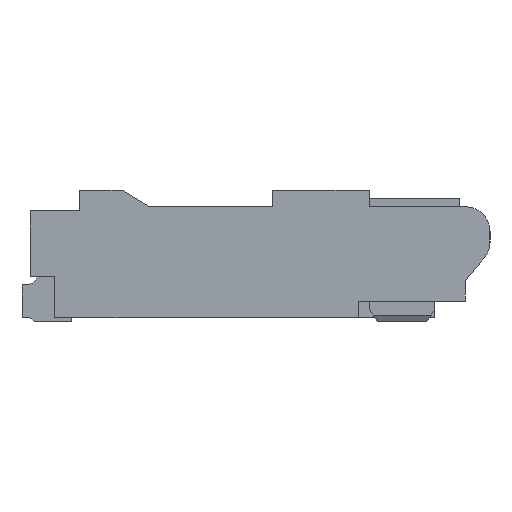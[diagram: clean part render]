
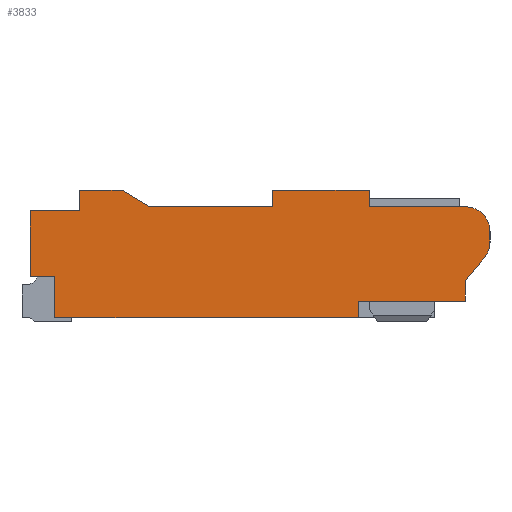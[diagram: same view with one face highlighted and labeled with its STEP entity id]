
A CAD part, left-side view. The second image highlights one B-rep face of the part: STEP entity #3833.
In plain terms, the highlighted planar face has unit normal (-1, 0, 0).
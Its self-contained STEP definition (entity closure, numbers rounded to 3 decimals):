
#15=CIRCLE('',#4028,0.3);
#17=CIRCLE('',#4034,0.3);
#132=FACE_OUTER_BOUND('',#329,.T.);
#329=EDGE_LOOP('',(#2695,#2696,#2697,#2698,#2699,#2700,#2701,#2702,#2703,
#2704,#2705,#2706,#2707,#2708,#2709,#2710,#2711,#2712,#2713,#2714));
#580=LINE('',#5413,#1089);
#587=LINE('',#5428,#1096);
#604=LINE('',#5464,#1113);
#621=LINE('',#5499,#1130);
#632=LINE('',#5524,#1141);
#635=LINE('',#5530,#1144);
#638=LINE('',#5541,#1147);
#641=LINE('',#5545,#1150);
#643=LINE('',#5550,#1152);
#647=LINE('',#5559,#1156);
#665=LINE('',#5592,#1174);
#675=LINE('',#5613,#1184);
#677=LINE('',#5616,#1186);
#688=LINE('',#5638,#1197);
#689=LINE('',#5640,#1198);
#690=LINE('',#5642,#1199);
#691=LINE('',#5643,#1200);
#692=LINE('',#5644,#1201);
#1089=VECTOR('',#4392,1.);
#1096=VECTOR('',#4401,1.);
#1113=VECTOR('',#4422,1.);
#1130=VECTOR('',#4441,1.);
#1141=VECTOR('',#4464,1.);
#1144=VECTOR('',#4469,1.);
#1147=VECTOR('',#4480,1.);
#1150=VECTOR('',#4485,1.);
#1152=VECTOR('',#4489,1.);
#1156=VECTOR('',#4495,1.);
#1174=VECTOR('',#4521,1.);
#1184=VECTOR('',#4535,1.);
#1186=VECTOR('',#4539,1.);
#1197=VECTOR('',#4558,1.);
#1198=VECTOR('',#4559,1.);
#1199=VECTOR('',#4560,1.);
#1200=VECTOR('',#4561,1.);
#1201=VECTOR('',#4562,1.);
#1568=VERTEX_POINT('',#5410);
#1569=VERTEX_POINT('',#5412);
#1575=VERTEX_POINT('',#5425);
#1576=VERTEX_POINT('',#5427);
#1591=VERTEX_POINT('',#5460);
#1593=VERTEX_POINT('',#5463);
#1609=VERTEX_POINT('',#5496);
#1610=VERTEX_POINT('',#5498);
#1616=VERTEX_POINT('',#5513);
#1618=VERTEX_POINT('',#5522);
#1620=VERTEX_POINT('',#5528);
#1622=VERTEX_POINT('',#5534);
#1624=VERTEX_POINT('',#5540);
#1626=VERTEX_POINT('',#5549);
#1629=VERTEX_POINT('',#5556);
#1630=VERTEX_POINT('',#5558);
#1648=VERTEX_POINT('',#5607);
#1650=VERTEX_POINT('',#5611);
#1658=VERTEX_POINT('',#5639);
#1659=VERTEX_POINT('',#5641);
#1958=EDGE_CURVE('',#1569,#1568,#580,.T.);
#1965=EDGE_CURVE('',#1576,#1575,#587,.T.);
#1982=EDGE_CURVE('',#1591,#1593,#604,.T.);
#1999=EDGE_CURVE('',#1609,#1610,#621,.T.);
#2006=EDGE_CURVE('',#1616,#1569,#15,.T.);
#2012=EDGE_CURVE('',#1575,#1618,#632,.T.);
#2015=EDGE_CURVE('',#1618,#1620,#635,.T.);
#2018=EDGE_CURVE('',#1620,#1622,#17,.T.);
#2020=EDGE_CURVE('',#1624,#1593,#638,.T.);
#2023=EDGE_CURVE('',#1609,#1624,#641,.T.);
#2025=EDGE_CURVE('',#1626,#1610,#643,.T.);
#2029=EDGE_CURVE('',#1629,#1630,#647,.T.);
#2047=EDGE_CURVE('',#1568,#1630,#665,.T.);
#2057=EDGE_CURVE('',#1650,#1648,#675,.T.);
#2059=EDGE_CURVE('',#1616,#1622,#677,.T.);
#2072=EDGE_CURVE('',#1576,#1591,#688,.T.);
#2073=EDGE_CURVE('',#1629,#1658,#689,.T.);
#2074=EDGE_CURVE('',#1658,#1659,#690,.T.);
#2075=EDGE_CURVE('',#1659,#1648,#691,.T.);
#2076=EDGE_CURVE('',#1650,#1626,#692,.T.);
#2695=ORIENTED_EDGE('',*,*,#2072,.F.);
#2696=ORIENTED_EDGE('',*,*,#1965,.T.);
#2697=ORIENTED_EDGE('',*,*,#2012,.T.);
#2698=ORIENTED_EDGE('',*,*,#2015,.T.);
#2699=ORIENTED_EDGE('',*,*,#2018,.T.);
#2700=ORIENTED_EDGE('',*,*,#2059,.F.);
#2701=ORIENTED_EDGE('',*,*,#2006,.T.);
#2702=ORIENTED_EDGE('',*,*,#1958,.T.);
#2703=ORIENTED_EDGE('',*,*,#2047,.T.);
#2704=ORIENTED_EDGE('',*,*,#2029,.F.);
#2705=ORIENTED_EDGE('',*,*,#2073,.T.);
#2706=ORIENTED_EDGE('',*,*,#2074,.T.);
#2707=ORIENTED_EDGE('',*,*,#2075,.T.);
#2708=ORIENTED_EDGE('',*,*,#2057,.F.);
#2709=ORIENTED_EDGE('',*,*,#2076,.T.);
#2710=ORIENTED_EDGE('',*,*,#2025,.T.);
#2711=ORIENTED_EDGE('',*,*,#1999,.F.);
#2712=ORIENTED_EDGE('',*,*,#2023,.T.);
#2713=ORIENTED_EDGE('',*,*,#2020,.T.);
#2714=ORIENTED_EDGE('',*,*,#1982,.F.);
#3548=PLANE('',#4049);
#3833=ADVANCED_FACE('',(#132),#3548,.F.);
#4028=AXIS2_PLACEMENT_3D('',#5514,#4453,#4454);
#4034=AXIS2_PLACEMENT_3D('',#5536,#4475,#4476);
#4049=AXIS2_PLACEMENT_3D('',#5637,#4556,#4557);
#4392=DIRECTION('',(0.,1.,0.));
#4401=DIRECTION('',(0.,-1.,0.));
#4422=DIRECTION('',(0.,1.,0.));
#4441=DIRECTION('',(0.,0.,1.));
#4453=DIRECTION('center_axis',(-1.,0.,0.));
#4454=DIRECTION('ref_axis',(0.,1.,0.));
#4464=DIRECTION('',(0.,0.,1.));
#4469=DIRECTION('',(0.,-0.64,0.768));
#4475=DIRECTION('center_axis',(-1.,0.,0.));
#4476=DIRECTION('ref_axis',(0.,1.,0.));
#4480=DIRECTION('',(0.,0.,-1.));
#4485=DIRECTION('',(0.,-1.,0.));
#4489=DIRECTION('',(0.,1.,0.));
#4495=DIRECTION('',(0.,-1.,0.));
#4521=DIRECTION('',(0.,0.,1.));
#4535=DIRECTION('',(0.,-1.,0.));
#4539=DIRECTION('',(0.,0.,-1.));
#4556=DIRECTION('center_axis',(1.,0.,0.));
#4557=DIRECTION('ref_axis',(0.,0.,-1.));
#4558=DIRECTION('',(0.,0.,-1.));
#4559=DIRECTION('',(0.,0.,-1.));
#4560=DIRECTION('',(0.,1.,0.));
#4561=DIRECTION('',(0.,0.855,0.518));
#4562=DIRECTION('',(0.,0.,-1.));
#5410=CARTESIAN_POINT('',(-5.45,-1.85,1.4));
#5412=CARTESIAN_POINT('',(-5.45,-3.02,1.4));
#5413=CARTESIAN_POINT('',(-5.45,-3.02,1.4));
#5425=CARTESIAN_POINT('',(-5.45,-3.02,0.25));
#5427=CARTESIAN_POINT('',(-5.45,-1.72,0.25));
#5428=CARTESIAN_POINT('',(-5.45,-2.65,0.25));
#5460=CARTESIAN_POINT('',(-5.45,-1.72,0.05));
#5463=CARTESIAN_POINT('',(-5.45,1.98,0.05));
#5464=CARTESIAN_POINT('',(-5.45,-3.32,0.05));
#5496=CARTESIAN_POINT('',(-5.45,2.28,0.55));
#5498=CARTESIAN_POINT('',(-5.45,2.28,1.35));
#5499=CARTESIAN_POINT('',(-5.45,2.28,0.05));
#5513=CARTESIAN_POINT('',(-5.45,-3.32,1.1));
#5514=CARTESIAN_POINT('Origin',(-5.45,-3.02,1.1));
#5522=CARTESIAN_POINT('',(-5.45,-3.02,0.5));
#5524=CARTESIAN_POINT('',(-5.45,-3.02,0.25));
#5528=CARTESIAN_POINT('',(-5.45,-3.25,0.777));
#5530=CARTESIAN_POINT('',(-5.45,-3.02,0.5));
#5534=CARTESIAN_POINT('',(-5.45,-3.32,0.969));
#5536=CARTESIAN_POINT('Origin',(-5.45,-3.02,0.969));
#5540=CARTESIAN_POINT('',(-5.45,1.98,0.55));
#5541=CARTESIAN_POINT('',(-5.45,1.98,0.55));
#5545=CARTESIAN_POINT('',(-5.45,2.28,0.55));
#5549=CARTESIAN_POINT('',(-5.45,1.68,1.35));
#5550=CARTESIAN_POINT('',(-5.45,1.68,1.35));
#5556=CARTESIAN_POINT('',(-5.45,-0.67,1.6));
#5558=CARTESIAN_POINT('',(-5.45,-1.85,1.6));
#5559=CARTESIAN_POINT('',(-5.45,2.28,1.6));
#5592=CARTESIAN_POINT('',(-5.45,-1.85,1.4));
#5607=CARTESIAN_POINT('',(-5.45,1.16,1.6));
#5611=CARTESIAN_POINT('',(-5.45,1.68,1.6));
#5613=CARTESIAN_POINT('',(-5.45,2.28,1.6));
#5616=CARTESIAN_POINT('',(-5.45,-3.32,1.6));
#5637=CARTESIAN_POINT('Origin',(-5.45,-4.84,0.05));
#5638=CARTESIAN_POINT('',(-5.45,-1.72,0.25));
#5639=CARTESIAN_POINT('',(-5.45,-0.67,1.4));
#5640=CARTESIAN_POINT('',(-5.45,-0.67,1.6));
#5641=CARTESIAN_POINT('',(-5.45,0.83,1.4));
#5642=CARTESIAN_POINT('',(-5.45,-0.67,1.4));
#5643=CARTESIAN_POINT('',(-5.45,0.83,1.4));
#5644=CARTESIAN_POINT('',(-5.45,1.68,1.6));
